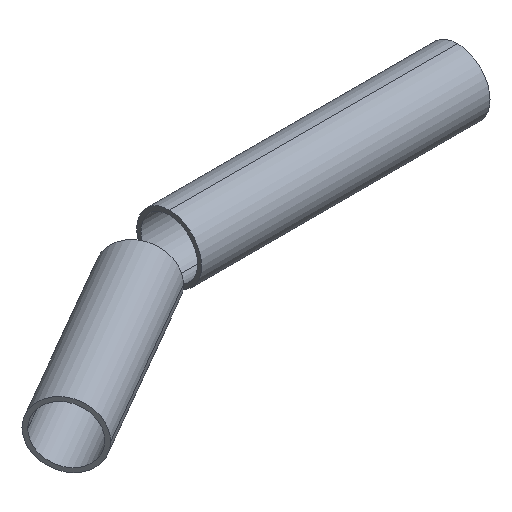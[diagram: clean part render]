
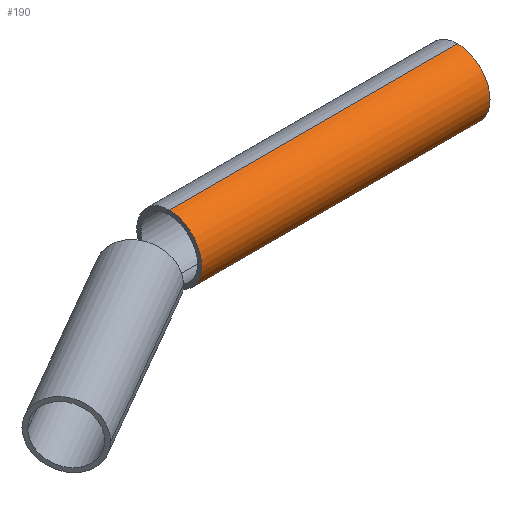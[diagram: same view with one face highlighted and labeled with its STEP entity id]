
A CAD part, isometric view. The second image highlights one B-rep face of the part: STEP entity #190.
In plain terms, the highlighted cylindrical face has radius 30.15 mm (diameter 60.3 mm), a partial arc.
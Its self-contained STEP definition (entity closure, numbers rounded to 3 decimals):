
#6 = VERTEX_POINT ( 'NONE', #22 ) ;
#7 = FACE_OUTER_BOUND ( 'NONE', #383, .T. ) ;
#18 = ORIENTED_EDGE ( 'NONE', *, *, #276, .F. ) ;
#21 = CIRCLE ( 'NONE', #29, 30.15 ) ;
#22 = CARTESIAN_POINT ( 'NONE',  ( 198.315, 102.709, 30.15 ) ) ;
#29 = AXIS2_PLACEMENT_3D ( 'NONE', #208, #151, #211 ) ;
#31 = LINE ( 'NONE', #302, #334 ) ;
#32 = EDGE_CURVE ( 'NONE', #43, #6, #31, .T. ) ;
#35 = CARTESIAN_POINT ( 'NONE',  ( 466.315, 102.709, 0. ) ) ;
#40 = ORIENTED_EDGE ( 'NONE', *, *, #32, .T. ) ;
#43 = VERTEX_POINT ( 'NONE', #303 ) ;
#44 = CARTESIAN_POINT ( 'NONE',  ( 466.315, 102.709, -30.15 ) ) ;
#52 = DIRECTION ( 'NONE',  ( -1., 0., 0. ) ) ;
#77 = CIRCLE ( 'NONE', #316, 30.15 ) ;
#115 = VECTOR ( 'NONE', #256, 1000. ) ;
#137 = DIRECTION ( 'NONE',  ( 0., 0., -1. ) ) ;
#138 = CARTESIAN_POINT ( 'NONE',  ( 198.315, 102.709, -30.15 ) ) ;
#141 = CARTESIAN_POINT ( 'NONE',  ( 198.315, 102.709, 0. ) ) ;
#151 = DIRECTION ( 'NONE',  ( 1., 0., 0. ) ) ;
#190 = ADVANCED_FACE ( 'NONE', ( #7 ), #283, .T. ) ;
#193 = CARTESIAN_POINT ( 'NONE',  ( 466.315, 102.709, -30.15 ) ) ;
#208 = CARTESIAN_POINT ( 'NONE',  ( 466.315, 102.709, 0. ) ) ;
#211 = DIRECTION ( 'NONE',  ( 0., 0., -1. ) ) ;
#226 = VERTEX_POINT ( 'NONE', #138 ) ;
#251 = DIRECTION ( 'NONE',  ( -1., 0., 0. ) ) ;
#252 = LINE ( 'NONE', #193, #115 ) ;
#254 = ORIENTED_EDGE ( 'NONE', *, *, #336, .F. ) ;
#255 = EDGE_CURVE ( 'NONE', #6, #226, #77, .T. ) ;
#256 = DIRECTION ( 'NONE',  ( -1., 0., 0. ) ) ;
#276 = EDGE_CURVE ( 'NONE', #359, #226, #252, .T. ) ;
#282 = DIRECTION ( 'NONE',  ( 1., 0., 0. ) ) ;
#283 = CYLINDRICAL_SURFACE ( 'NONE', #346, 30.15 ) ;
#302 = CARTESIAN_POINT ( 'NONE',  ( 466.315, 102.709, 30.15 ) ) ;
#303 = CARTESIAN_POINT ( 'NONE',  ( 466.315, 102.709, 30.15 ) ) ;
#316 = AXIS2_PLACEMENT_3D ( 'NONE', #141, #282, #137 ) ;
#334 = VECTOR ( 'NONE', #52, 1000. ) ;
#336 = EDGE_CURVE ( 'NONE', #43, #359, #21, .T. ) ;
#346 = AXIS2_PLACEMENT_3D ( 'NONE', #35, #251, #348 ) ;
#348 = DIRECTION ( 'NONE',  ( 0., 0., 1. ) ) ;
#356 = ORIENTED_EDGE ( 'NONE', *, *, #255, .T. ) ;
#359 = VERTEX_POINT ( 'NONE', #44 ) ;
#383 = EDGE_LOOP ( 'NONE', ( #18, #254, #40, #356 ) ) ;
